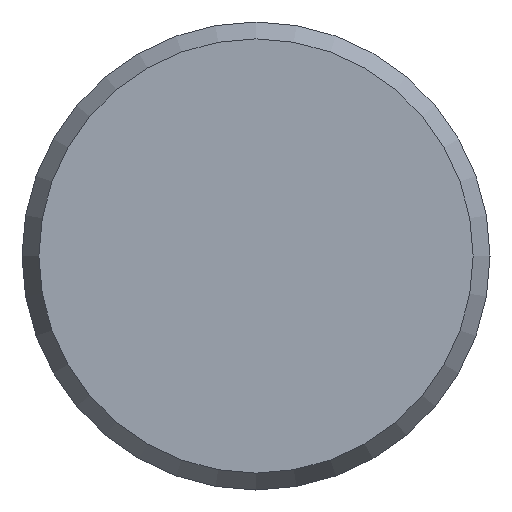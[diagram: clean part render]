
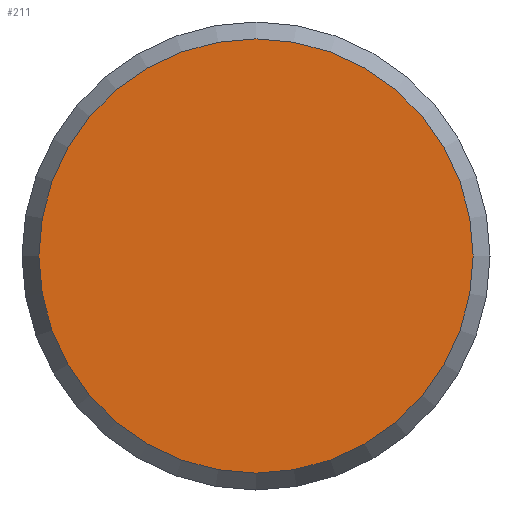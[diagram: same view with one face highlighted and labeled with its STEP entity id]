
A CAD part, left-side view. The second image highlights one B-rep face of the part: STEP entity #211.
In plain terms, the highlighted planar face has unit normal (-1, 0, 0).
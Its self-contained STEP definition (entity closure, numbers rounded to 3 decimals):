
#12 = DIRECTION ( 'NONE',  ( 1., 0., 0. ) ) ;
#33 = VERTEX_POINT ( 'NONE', #268 ) ;
#39 = DIRECTION ( 'NONE',  ( -1., 0., 0. ) ) ;
#60 = CARTESIAN_POINT ( 'NONE',  ( -10., 3.711, 0. ) ) ;
#72 = EDGE_CURVE ( 'NONE', #33, #33, #125, .T. ) ;
#109 = ORIENTED_EDGE ( 'NONE', *, *, #72, .T. ) ;
#125 = CIRCLE ( 'NONE', #254, 3.711 ) ;
#132 = DIRECTION ( 'NONE',  ( 0., 0., 1. ) ) ;
#139 = FACE_OUTER_BOUND ( 'NONE', #147, .T. ) ;
#147 = EDGE_LOOP ( 'NONE', ( #109 ) ) ;
#165 = CARTESIAN_POINT ( 'NONE',  ( -10., 0., 0. ) ) ;
#178 = DIRECTION ( 'NONE',  ( 0., 0., -1. ) ) ;
#211 = ADVANCED_FACE ( 'NONE', ( #139 ), #229, .F. ) ;
#229 = PLANE ( 'NONE',  #265 ) ;
#254 = AXIS2_PLACEMENT_3D ( 'NONE', #165, #39, #132 ) ;
#265 = AXIS2_PLACEMENT_3D ( 'NONE', #60, #12, #178 ) ;
#268 = CARTESIAN_POINT ( 'NONE',  ( -10., 0., 3.711 ) ) ;
